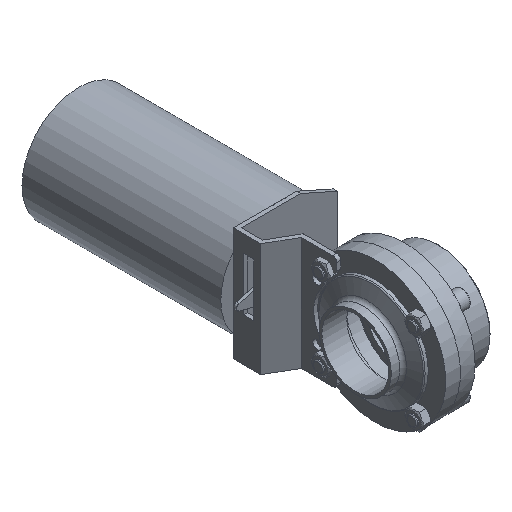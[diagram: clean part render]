
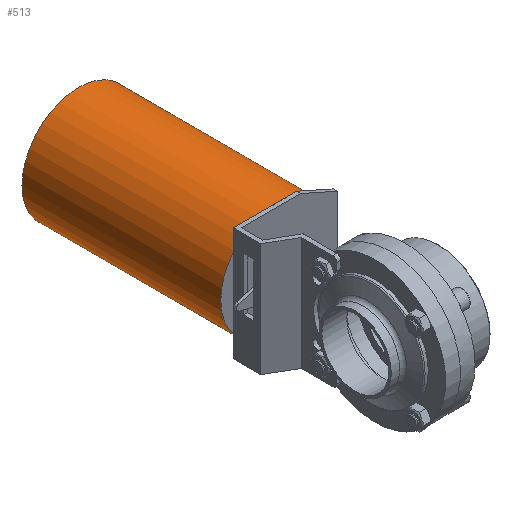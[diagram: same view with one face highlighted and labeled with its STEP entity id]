
A CAD part, isometric view. The second image highlights one B-rep face of the part: STEP entity #513.
In plain terms, the highlighted cylindrical face has radius 42.5 mm (diameter 85 mm), a full revolution.
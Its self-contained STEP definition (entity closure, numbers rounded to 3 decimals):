
#513 = ADVANCED_FACE( '', ( #985, #986 ), #987, .T. );
#985 = FACE_OUTER_BOUND( '', #1562, .T. );
#986 = FACE_OUTER_BOUND( '', #1563, .T. );
#987 = CYLINDRICAL_SURFACE( '', #1564, 42.5 );
#1562 = EDGE_LOOP( '', ( #2828 ) );
#1563 = EDGE_LOOP( '', ( #2829 ) );
#1564 = AXIS2_PLACEMENT_3D( '', #2830, #2831, #2832 );
#2828 = ORIENTED_EDGE( '', *, *, #3562, .F. );
#2829 = ORIENTED_EDGE( '', *, *, #3563, .T. );
#2830 = CARTESIAN_POINT( '', ( 0., 0., 0. ) );
#2831 = DIRECTION( '', ( 0., 1., 0. ) );
#2832 = DIRECTION( '', ( 0., 0., -1. ) );
#3562 = EDGE_CURVE( '', #4213, #4213, #4214, .T. );
#3563 = EDGE_CURVE( '', #4215, #4215, #4216, .T. );
#4213 = VERTEX_POINT( '', #5613 );
#4214 = CIRCLE( '', #5614, 42.5 );
#4215 = VERTEX_POINT( '', #5615 );
#4216 = CIRCLE( '', #5616, 42.5 );
#5613 = CARTESIAN_POINT( '', ( 0., 0., -42.5 ) );
#5614 = AXIS2_PLACEMENT_3D( '', #6322, #6323, #6324 );
#5615 = CARTESIAN_POINT( '', ( 0., 149., -42.5 ) );
#5616 = AXIS2_PLACEMENT_3D( '', #6325, #6326, #6327 );
#6322 = CARTESIAN_POINT( '', ( 0., 0., 0. ) );
#6323 = DIRECTION( '', ( 0., -1., 0. ) );
#6324 = DIRECTION( '', ( 0., 0., -1. ) );
#6325 = CARTESIAN_POINT( '', ( 0., 149., 0. ) );
#6326 = DIRECTION( '', ( 0., -1., 0. ) );
#6327 = DIRECTION( '', ( 0., 0., -1. ) );
